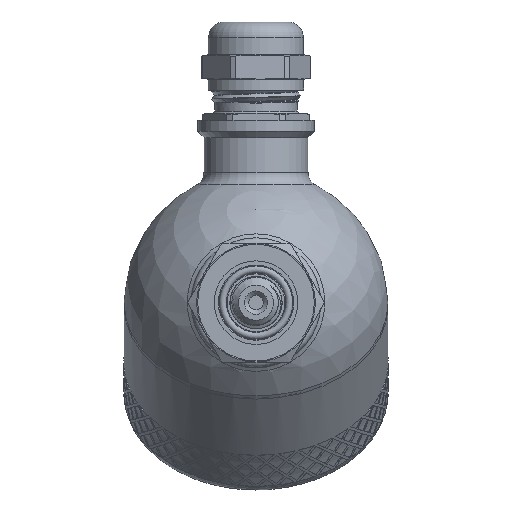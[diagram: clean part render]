
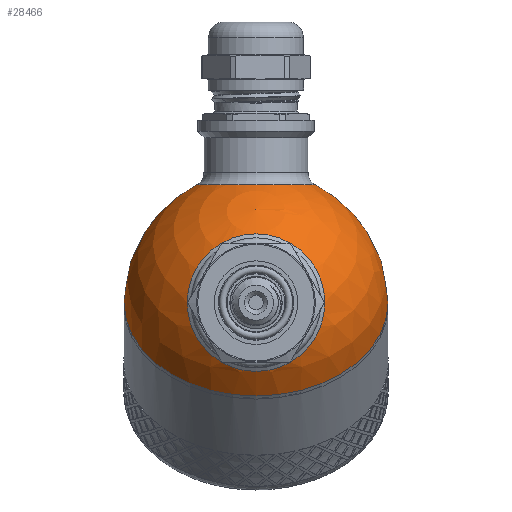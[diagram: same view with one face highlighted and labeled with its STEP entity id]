
A CAD part, left-side view. The second image highlights one B-rep face of the part: STEP entity #28466.
In plain terms, the highlighted spherical face has radius 30 mm.
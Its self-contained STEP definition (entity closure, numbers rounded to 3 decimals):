
#145=SPHERICAL_SURFACE('',#30286,30.);
#283=FACE_BOUND('',#4160,.T.);
#284=FACE_BOUND('',#4161,.T.);
#2330=FACE_OUTER_BOUND('',#4159,.T.);
#4159=EDGE_LOOP('',(#20452,#20453,#20454,#20455));
#4160=EDGE_LOOP('',(#20456));
#4161=EDGE_LOOP('',(#20457));
#5913=CIRCLE('',#30209,30.);
#5914=CIRCLE('',#30210,30.);
#5941=CIRCLE('',#30282,13.5);
#5944=CIRCLE('',#30287,30.);
#5945=CIRCLE('',#30288,15.643);
#11233=VERTEX_POINT('',#37535);
#11234=VERTEX_POINT('',#37537);
#11709=VERTEX_POINT('',#43599);
#11711=VERTEX_POINT('',#43606);
#11712=VERTEX_POINT('',#43608);
#14295=EDGE_CURVE('',#11233,#11234,#5913,.T.);
#14296=EDGE_CURVE('',#11234,#11233,#5914,.T.);
#15011=EDGE_CURVE('',#11709,#11709,#5941,.T.);
#15014=EDGE_CURVE('',#11234,#11711,#5944,.T.);
#15015=EDGE_CURVE('',#11712,#11712,#5945,.T.);
#20452=ORIENTED_EDGE('',*,*,#14296,.F.);
#20453=ORIENTED_EDGE('',*,*,#15014,.T.);
#20454=ORIENTED_EDGE('',*,*,#15014,.F.);
#20455=ORIENTED_EDGE('',*,*,#14295,.F.);
#20456=ORIENTED_EDGE('',*,*,#15015,.F.);
#20457=ORIENTED_EDGE('',*,*,#15011,.F.);
#28466=ADVANCED_FACE('',(#2330,#283,#284),#145,.T.);
#30209=AXIS2_PLACEMENT_3D('',#37538,#31862,#31863);
#30210=AXIS2_PLACEMENT_3D('',#37539,#31864,#31865);
#30282=AXIS2_PLACEMENT_3D('',#43600,#32260,#32261);
#30286=AXIS2_PLACEMENT_3D('',#43605,#32268,#32269);
#30287=AXIS2_PLACEMENT_3D('',#43607,#32270,#32271);
#30288=AXIS2_PLACEMENT_3D('',#43609,#32272,#32273);
#31862=DIRECTION('center_axis',(1.,0.,0.));
#31863=DIRECTION('ref_axis',(0.,1.,0.));
#31864=DIRECTION('center_axis',(1.,0.,0.));
#31865=DIRECTION('ref_axis',(0.,1.,0.));
#32260=DIRECTION('center_axis',(-0.707,0.,-0.707));
#32261=DIRECTION('ref_axis',(-0.707,0.,0.707));
#32268=DIRECTION('center_axis',(1.,0.,0.));
#32269=DIRECTION('ref_axis',(0.,-1.,0.));
#32270=DIRECTION('center_axis',(0.,0.,1.));
#32271=DIRECTION('ref_axis',(0.,1.,0.));
#32272=DIRECTION('center_axis',(-0.707,0.,0.707));
#32273=DIRECTION('ref_axis',(0.707,0.,0.707));
#37535=CARTESIAN_POINT('',(0.,-30.,0.));
#37537=CARTESIAN_POINT('',(0.,30.,0.));
#37538=CARTESIAN_POINT('Origin',(0.,0.,0.));
#37539=CARTESIAN_POINT('Origin',(0.,0.,0.));
#43599=CARTESIAN_POINT('',(-9.398,0.,-28.49));
#43600=CARTESIAN_POINT('Origin',(-18.944,0.,-18.944));
#43605=CARTESIAN_POINT('Origin',(0.,0.,0.));
#43606=CARTESIAN_POINT('',(-30.,0.,0.));
#43607=CARTESIAN_POINT('Origin',(0.,0.,0.));
#43608=CARTESIAN_POINT('',(-29.162,0.,7.04));
#43609=CARTESIAN_POINT('Origin',(-18.101,0.,18.101));
